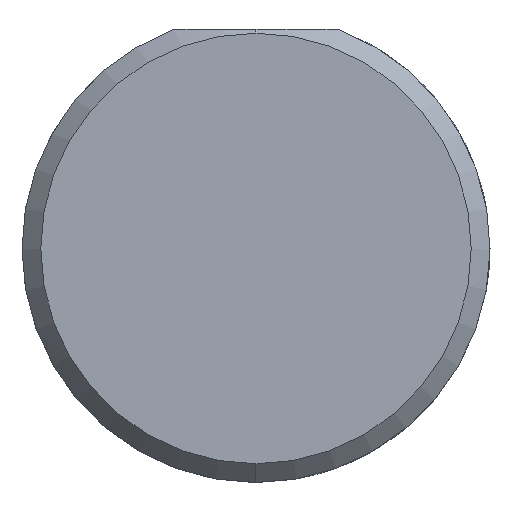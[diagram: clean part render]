
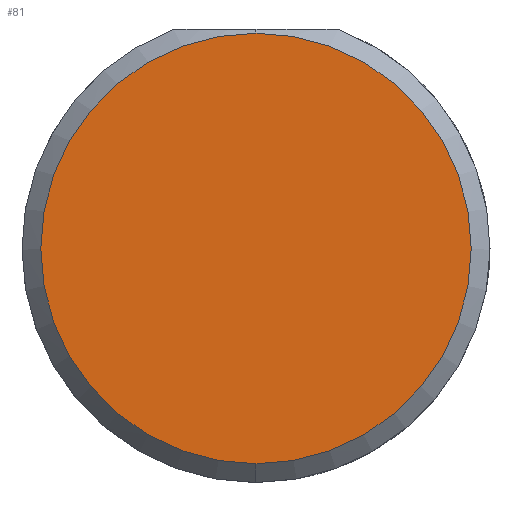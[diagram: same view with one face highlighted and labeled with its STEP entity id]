
A CAD part, left-side view. The second image highlights one B-rep face of the part: STEP entity #81.
In plain terms, the highlighted planar face has unit normal (-1, 0, 0).
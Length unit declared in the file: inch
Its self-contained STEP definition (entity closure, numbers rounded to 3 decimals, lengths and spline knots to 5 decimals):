
#15 = DIRECTION ( 'NONE',  ( -1., 0., 0. ) ) ;
#30 = AXIS2_PLACEMENT_3D ( 'NONE', #535, #111, #315 ) ;
#65 = DIRECTION ( 'NONE',  ( 0., 0., -1. ) ) ;
#81 = ADVANCED_FACE ( 'NONE', ( #551 ), #290, .F. ) ;
#88 = AXIS2_PLACEMENT_3D ( 'NONE', #219, #488, #65 ) ;
#111 = DIRECTION ( 'NONE',  ( -1., 0., 0. ) ) ;
#179 = EDGE_CURVE ( 'NONE', #445, #352, #414, .T. ) ;
#185 = CARTESIAN_POINT ( 'NONE',  ( 0., 0., 0. ) ) ;
#219 = CARTESIAN_POINT ( 'NONE',  ( 0., 0., 0. ) ) ;
#241 = ORIENTED_EDGE ( 'NONE', *, *, #179, .T. ) ;
#290 = PLANE ( 'NONE',  #88 ) ;
#315 = DIRECTION ( 'NONE',  ( 0., 0., 1. ) ) ;
#323 = EDGE_LOOP ( 'NONE', ( #241, #510 ) ) ;
#336 = CIRCLE ( 'NONE', #30, 0.17235 ) ;
#352 = VERTEX_POINT ( 'NONE', #392 ) ;
#388 = CARTESIAN_POINT ( 'NONE',  ( 0., 0., -0.17235 ) ) ;
#392 = CARTESIAN_POINT ( 'NONE',  ( 0., 0., 0.17235 ) ) ;
#414 = CIRCLE ( 'NONE', #687, 0.17235 ) ;
#441 = DIRECTION ( 'NONE',  ( 0., 0., 1. ) ) ;
#445 = VERTEX_POINT ( 'NONE', #388 ) ;
#488 = DIRECTION ( 'NONE',  ( 1., 0., 0. ) ) ;
#510 = ORIENTED_EDGE ( 'NONE', *, *, #702, .T. ) ;
#535 = CARTESIAN_POINT ( 'NONE',  ( 0., 0., 0. ) ) ;
#551 = FACE_OUTER_BOUND ( 'NONE', #323, .T. ) ;
#687 = AXIS2_PLACEMENT_3D ( 'NONE', #185, #15, #441 ) ;
#702 = EDGE_CURVE ( 'NONE', #352, #445, #336, .T. ) ;
